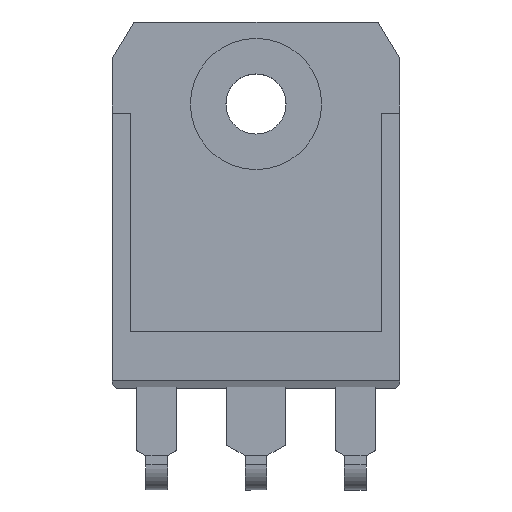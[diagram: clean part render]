
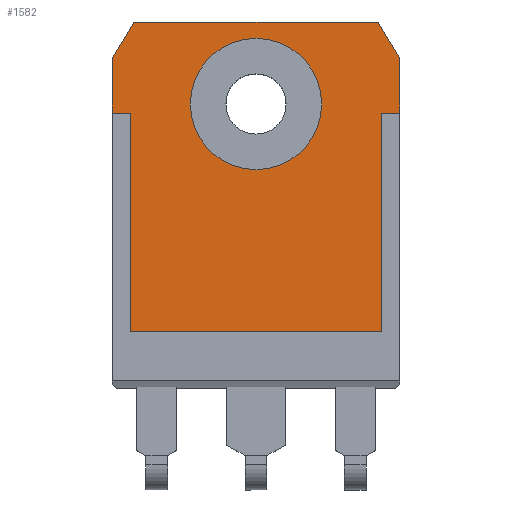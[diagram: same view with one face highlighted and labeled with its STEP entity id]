
A CAD part, top view. The second image highlights one B-rep face of the part: STEP entity #1582.
In plain terms, the highlighted planar face has unit normal (0, 0, 1).
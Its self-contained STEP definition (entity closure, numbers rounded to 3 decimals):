
#1152=CARTESIAN_POINT('',(-3.6,20.8,5.));
#1153=VERTEX_POINT('',#1152);
#1162=CARTESIAN_POINT('',(3.6,20.8,5.));
#1163=VERTEX_POINT('',#1162);
#1164=CARTESIAN_POINT('',(0.,20.8,5.));
#1165=DIRECTION('',(0.0,0.0,-1.0));
#1166=DIRECTION('',(-1.0,0.0,0.0));
#1167=AXIS2_PLACEMENT_3D('',#1164,#1165,#1166);
#1168=CIRCLE('',#1167,3.6);
#1169=EDGE_CURVE('',#1163,#1153,#1168,.T.);
#1203=CARTESIAN_POINT('',(0.,20.8,5.));
#1204=DIRECTION('',(0.0,0.0,-1.0));
#1205=DIRECTION('',(-1.0,0.0,0.0));
#1206=AXIS2_PLACEMENT_3D('',#1203,#1204,#1205);
#1207=CIRCLE('',#1206,3.6);
#1208=EDGE_CURVE('',#1153,#1163,#1207,.T.);
#1256=CARTESIAN_POINT('',(6.9,20.3,5.));
#1257=VERTEX_POINT('',#1256);
#1274=CARTESIAN_POINT('',(7.9,20.3,5.));
#1275=VERTEX_POINT('',#1274);
#1282=CARTESIAN_POINT('',(7.9,20.3,5.));
#1283=DIRECTION('',(-1.0,0.0,0.0));
#1284=VECTOR('',#1283,1.0);
#1285=LINE('',#1282,#1284);
#1286=EDGE_CURVE('',#1275,#1257,#1285,.T.);
#1296=CARTESIAN_POINT('',(-6.9,20.3,5.));
#1297=VERTEX_POINT('',#1296);
#1306=CARTESIAN_POINT('',(-7.9,20.3,5.));
#1307=VERTEX_POINT('',#1306);
#1308=CARTESIAN_POINT('',(-6.9,20.3,5.));
#1309=DIRECTION('',(-1.0,0.0,0.0));
#1310=VECTOR('',#1309,1.0);
#1311=LINE('',#1308,#1310);
#1312=EDGE_CURVE('',#1297,#1307,#1311,.T.);
#1344=CARTESIAN_POINT('',(7.9,23.3,5.));
#1345=VERTEX_POINT('',#1344);
#1352=CARTESIAN_POINT('',(7.9,20.3,5.));
#1353=DIRECTION('',(0.0,1.0,0.0));
#1354=VECTOR('',#1353,3.0);
#1355=LINE('',#1352,#1354);
#1356=EDGE_CURVE('',#1345,#1275,#1355,.F.);
#1375=CARTESIAN_POINT('',(6.7,25.3,5.));
#1376=VERTEX_POINT('',#1375);
#1383=CARTESIAN_POINT('',(7.9,23.3,5.));
#1384=DIRECTION('',(-0.514,0.857,0.0));
#1385=VECTOR('',#1384,2.332);
#1386=LINE('',#1383,#1385);
#1387=EDGE_CURVE('',#1376,#1345,#1386,.F.);
#1406=CARTESIAN_POINT('',(-6.7,25.3,5.));
#1407=VERTEX_POINT('',#1406);
#1414=CARTESIAN_POINT('',(-6.7,25.3,5.));
#1415=DIRECTION('',(1.0,0.0,0.0));
#1416=VECTOR('',#1415,13.4);
#1417=LINE('',#1414,#1416);
#1418=EDGE_CURVE('',#1407,#1376,#1417,.T.);
#1437=CARTESIAN_POINT('',(-7.9,23.3,5.));
#1438=VERTEX_POINT('',#1437);
#1445=CARTESIAN_POINT('',(-6.7,25.3,5.));
#1446=DIRECTION('',(-0.514,-0.857,0.));
#1447=VECTOR('',#1446,2.332);
#1448=LINE('',#1445,#1447);
#1449=EDGE_CURVE('',#1438,#1407,#1448,.F.);
#1467=CARTESIAN_POINT('',(-7.9,23.3,5.));
#1468=DIRECTION('',(0.0,-1.0,0.0));
#1469=VECTOR('',#1468,3.);
#1470=LINE('',#1467,#1469);
#1471=EDGE_CURVE('',#1307,#1438,#1470,.F.);
#1490=CARTESIAN_POINT('',(-6.9,8.3,5.));
#1491=VERTEX_POINT('',#1490);
#1498=CARTESIAN_POINT('',(-6.9,20.3,5.));
#1499=DIRECTION('',(0.0,-1.0,0.0));
#1500=VECTOR('',#1499,12.);
#1501=LINE('',#1498,#1500);
#1502=EDGE_CURVE('',#1297,#1491,#1501,.T.);
#1521=CARTESIAN_POINT('',(6.9,8.3,5.));
#1522=VERTEX_POINT('',#1521);
#1529=CARTESIAN_POINT('',(-6.9,8.3,5.));
#1530=DIRECTION('',(1.0,0.0,0.0));
#1531=VECTOR('',#1530,13.8);
#1532=LINE('',#1529,#1531);
#1533=EDGE_CURVE('',#1491,#1522,#1532,.T.);
#1551=CARTESIAN_POINT('',(6.9,8.3,5.));
#1552=DIRECTION('',(0.0,1.0,0.0));
#1553=VECTOR('',#1552,12.);
#1554=LINE('',#1551,#1553);
#1555=EDGE_CURVE('',#1522,#1257,#1554,.T.);
#1561=CARTESIAN_POINT('',(0.,21.3,5.));
#1562=DIRECTION('',(0.0,0.0,1.0));
#1563=DIRECTION('',(1.0,0.0,0.0));
#1564=AXIS2_PLACEMENT_3D('',#1561,#1562,#1563);
#1565=PLANE('',#1564);
#1566=ORIENTED_EDGE('',*,*,#1502,.T.);
#1567=ORIENTED_EDGE('',*,*,#1533,.T.);
#1568=ORIENTED_EDGE('',*,*,#1555,.T.);
#1569=ORIENTED_EDGE('',*,*,#1286,.F.);
#1570=ORIENTED_EDGE('',*,*,#1356,.F.);
#1571=ORIENTED_EDGE('',*,*,#1387,.F.);
#1572=ORIENTED_EDGE('',*,*,#1418,.F.);
#1573=ORIENTED_EDGE('',*,*,#1449,.F.);
#1574=ORIENTED_EDGE('',*,*,#1471,.F.);
#1575=ORIENTED_EDGE('',*,*,#1312,.F.);
#1576=EDGE_LOOP('',(#1566,#1567,#1568,#1569,#1570,#1571,#1572,#1573,#1574,#1575));
#1577=FACE_OUTER_BOUND('',#1576,.T.);
#1578=ORIENTED_EDGE('',*,*,#1169,.T.);
#1579=ORIENTED_EDGE('',*,*,#1208,.T.);
#1580=EDGE_LOOP('',(#1578,#1579));
#1581=FACE_BOUND('',#1580,.T.);
#1582=ADVANCED_FACE('',(#1577,#1581),#1565,.T.);
